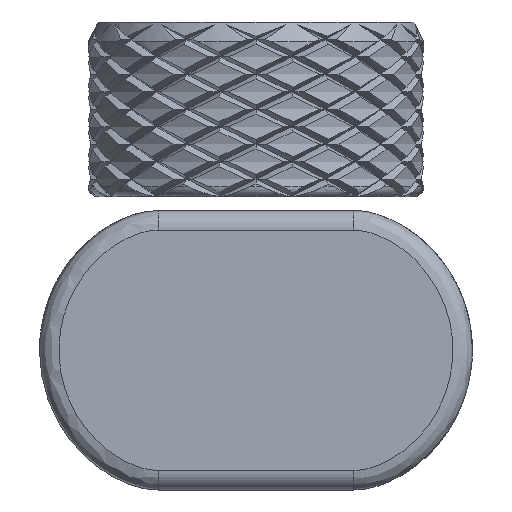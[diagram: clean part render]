
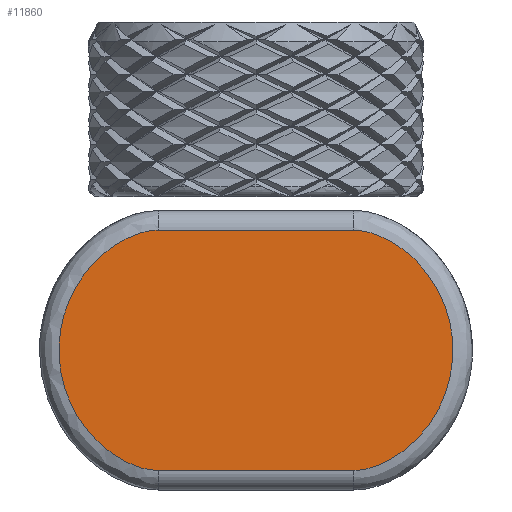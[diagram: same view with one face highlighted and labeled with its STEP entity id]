
A CAD part, front view. The second image highlights one B-rep face of the part: STEP entity #11860.
In plain terms, the highlighted planar face has unit normal (0, -1, 0).
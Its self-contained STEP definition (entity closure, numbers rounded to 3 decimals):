
#800=B_SPLINE_CURVE_WITH_KNOTS('',3,(#16799,#16800,#16801,#16802,#16803,
#16804,#16805,#16806,#16807,#16808),.UNSPECIFIED.,.F.,.F.,(4,1,1,1,1,1,
1,4),(0.,0.174,0.348,1.045,1.742,
2.091,2.265,2.439),.UNSPECIFIED.);
#801=B_SPLINE_CURVE_WITH_KNOTS('',3,(#16811,#16812,#16813,#16814,#16815,
#16816,#16817,#16818,#16819,#16820,#16821),.UNSPECIFIED.,.F.,.F.,(4,1,1,
1,1,1,1,1,4),(-2.439,-2.265,-2.091,-1.742,
-1.394,-1.045,-0.348,-0.174,
0.),.UNSPECIFIED.);
#2727=FACE_OUTER_BOUND('',#3621,.T.);
#3621=EDGE_LOOP('',(#8397,#8398,#8399,#8400));
#4529=LINE('',#16797,#4724);
#4530=LINE('',#16810,#4725);
#4724=VECTOR('',#13533,10.);
#4725=VECTOR('',#13534,10.);
#4978=VERTEX_POINT('',#16795);
#4979=VERTEX_POINT('',#16796);
#4980=VERTEX_POINT('',#16798);
#4981=VERTEX_POINT('',#16809);
#6156=EDGE_CURVE('',#4978,#4979,#4529,.T.);
#6157=EDGE_CURVE('',#4980,#4978,#800,.T.);
#6158=EDGE_CURVE('',#4981,#4980,#4530,.T.);
#6159=EDGE_CURVE('',#4979,#4981,#801,.T.);
#8397=ORIENTED_EDGE('',*,*,#6156,.F.);
#8398=ORIENTED_EDGE('',*,*,#6157,.F.);
#8399=ORIENTED_EDGE('',*,*,#6158,.F.);
#8400=ORIENTED_EDGE('',*,*,#6159,.F.);
#11714=PLANE('',#12807);
#11860=ADVANCED_FACE('',(#2727),#11714,.F.);
#12807=AXIS2_PLACEMENT_3D('',#16794,#13531,#13532);
#13531=DIRECTION('center_axis',(0.,1.,0.));
#13532=DIRECTION('ref_axis',(1.,0.,0.));
#13533=DIRECTION('',(-1.,0.,0.));
#13534=DIRECTION('',(1.,0.,0.));
#16794=CARTESIAN_POINT('Origin',(-7.892,0.,0.));
#16795=CARTESIAN_POINT('',(7.,0.,-8.6));
#16796=CARTESIAN_POINT('',(-7.,0.,-8.6));
#16797=CARTESIAN_POINT('',(-3.946,0.,-8.6));
#16798=CARTESIAN_POINT('',(7.,0.,8.6));
#16799=CARTESIAN_POINT('Ctrl Pts',(7.,0.,8.6));
#16800=CARTESIAN_POINT('Ctrl Pts',(7.581,0.,8.6));
#16801=CARTESIAN_POINT('Ctrl Pts',(8.726,0.,8.32));
#16802=CARTESIAN_POINT('Ctrl Pts',(11.806,0.,6.642));
#16803=CARTESIAN_POINT('Ctrl Pts',(14.854,0.,1.904));
#16804=CARTESIAN_POINT('Ctrl Pts',(13.669,0.,-4.221));
#16805=CARTESIAN_POINT('Ctrl Pts',(10.771,0.,-7.197));
#16806=CARTESIAN_POINT('Ctrl Pts',(8.729,0.,-8.322));
#16807=CARTESIAN_POINT('Ctrl Pts',(7.581,0.,-8.6));
#16808=CARTESIAN_POINT('Ctrl Pts',(7.,0.,-8.6));
#16809=CARTESIAN_POINT('',(-7.,0.,8.6));
#16810=CARTESIAN_POINT('',(-7.446,0.,8.6));
#16811=CARTESIAN_POINT('Ctrl Pts',(-7.,0.,
-8.6));
#16812=CARTESIAN_POINT('Ctrl Pts',(-7.581,0.,
-8.6));
#16813=CARTESIAN_POINT('Ctrl Pts',(-8.728,0.,
-8.321));
#16814=CARTESIAN_POINT('Ctrl Pts',(-10.774,0.,
-7.198));
#16815=CARTESIAN_POINT('Ctrl Pts',(-12.834,0.,
-5.066));
#16816=CARTESIAN_POINT('Ctrl Pts',(-14.152,0.,
-1.776));
#16817=CARTESIAN_POINT('Ctrl Pts',(-14.167,0.,
2.963));
#16818=CARTESIAN_POINT('Ctrl Pts',(-11.81,0.,
6.64));
#16819=CARTESIAN_POINT('Ctrl Pts',(-8.725,0.,
8.32));
#16820=CARTESIAN_POINT('Ctrl Pts',(-7.581,0.,
8.6));
#16821=CARTESIAN_POINT('Ctrl Pts',(-7.,0.,
8.6));
